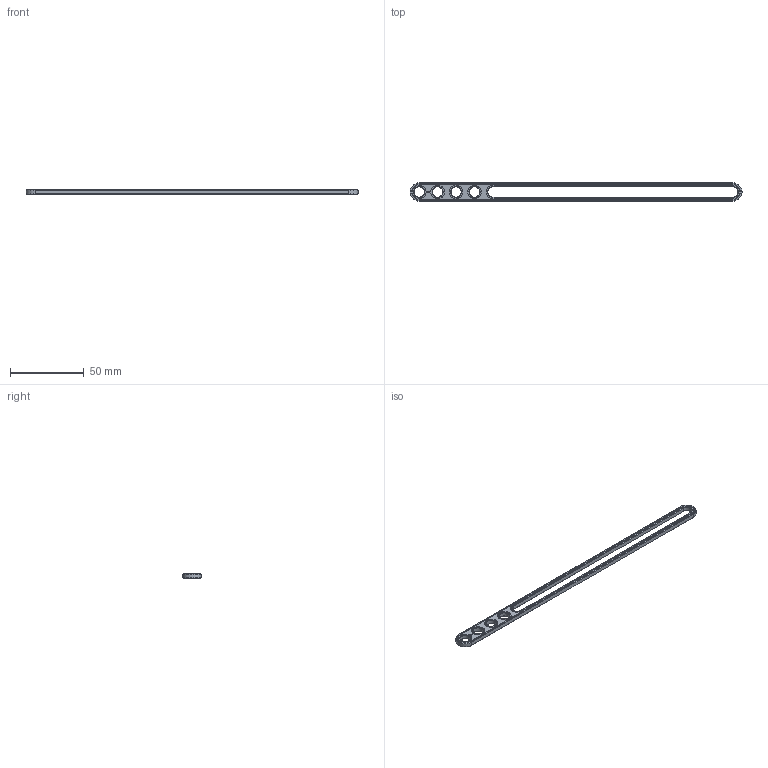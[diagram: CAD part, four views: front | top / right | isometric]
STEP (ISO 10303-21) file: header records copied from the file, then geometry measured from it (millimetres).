
FILE_DESCRIPTION(('FreeCAD Model'),'2;1');
FILE_NAME('Open CASCADE Shape Model','2021-02-26T22:00:26',( 'Paulo Kiefe'),('STEMFIE.org'),'Open CASCADE STEP processor 7.4', 'FreeCAD','Unknown');
FILE_SCHEMA(('AUTOMOTIVE_DESIGN { 1 0 10303 214 1 1 1 1 }'));
Length unit declared in the file: millimetre
Products named in the file (1): Brace_STR_SLT_SE_ERR_-_BU18x01x00.25x14_SPN-BRC-0254_(stemfie.org)
Bounding box: 225 x 12.5 x 3.12 mm (x, y, z)
Volume: 4358.2 mm3; surface area: 5579.4 mm2
Topology: 1 solids, 1 shells, 557 faces, 1528 edges, 1012 vertices
Faces by surface type: plane 345, extrusion 180, cone 16, cylinder 16
Full cylindrical faces by diameter (mm): 7 x4, 9.2 x4
Entity records: 38750 total; most frequent: CARTESIAN_POINT 9520, DIRECTION 4660, VECTOR 3776, LINE 3596, ORIENTED_EDGE 3056, PCURVE 3056, DEFINITIONAL_REPRESENTATION 3056, EDGE_CURVE 1528
